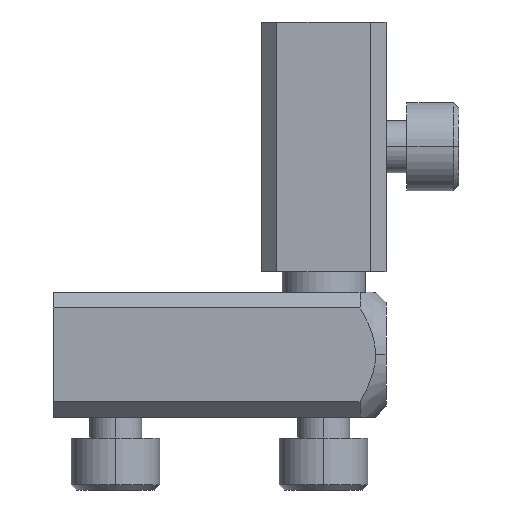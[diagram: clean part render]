
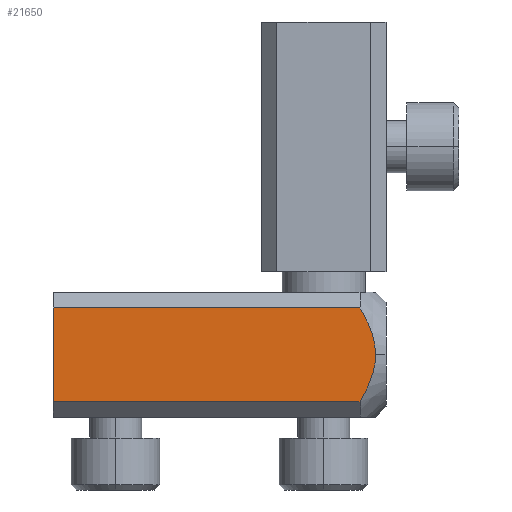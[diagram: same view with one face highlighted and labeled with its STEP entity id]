
A CAD part, front view. The second image highlights one B-rep face of the part: STEP entity #21650.
In plain terms, the highlighted face is planar.
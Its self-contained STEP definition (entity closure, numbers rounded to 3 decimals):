
#16890=CARTESIAN_POINT('',(26.485,6.,6.));
#16900=DIRECTION('',(-1.,0.,0.));
#16910=DIRECTION('',(0.,0.,1.));
#16920=AXIS2_PLACEMENT_3D('',#16890,#16900,#16910);
#16930=CONICAL_SURFACE('',#16920,10.515,0.785);
#19320=CARTESIAN_POINT('',(0.,1.5,12.));
#19330=VERTEX_POINT('',#19320);
#19360=CARTESIAN_POINT('',(16.,1.5,12.));
#19370=DIRECTION('',(1.,0.,0.));
#19380=VECTOR('',#19370,1.);
#19390=LINE('',#19360,#19380);
#19400=CARTESIAN_POINT('',(29.5,1.5,12.));
#19410=VERTEX_POINT('',#19400);
#19420=EDGE_CURVE('',#19330,#19410,#19390,.T.);
#19870=CARTESIAN_POINT('',(0.,10.5,12.));
#19880=VERTEX_POINT('',#19870);
#20260=CARTESIAN_POINT('',(29.5,10.5,12.));
#20270=VERTEX_POINT('',#20260);
#20300=CARTESIAN_POINT('',(16.,10.5,12.));
#20310=DIRECTION('',(-1.,0.,0.));
#20320=VECTOR('',#20310,1.);
#20330=LINE('',#20300,#20320);
#20340=EDGE_CURVE('',#20270,#19880,#20330,.T.);
#20390=CARTESIAN_POINT('',(0.,0.,12.));
#20400=DIRECTION('',(0.,0.,1.));
#20410=DIRECTION('',(1.,0.,0.));
#20420=AXIS2_PLACEMENT_3D('',#20390,#20400,#20410);
#20430=PLANE('',#20420);
#20440=CARTESIAN_POINT('',(29.5,1.5,12.));
#20450=CARTESIAN_POINT('',(29.551,1.585,12.));
#20460=CARTESIAN_POINT('',(29.602,1.671,12.));
#20470=CARTESIAN_POINT('',(29.652,1.758,12.));
#20480=CARTESIAN_POINT('',(29.702,1.844,12.));
#20490=CARTESIAN_POINT('',(29.751,1.932,12.));
#20500=CARTESIAN_POINT('',(29.8,2.019,12.));
#20510=CARTESIAN_POINT('',(29.848,2.107,12.));
#20520=CARTESIAN_POINT('',(29.896,2.195,12.));
#20530=CARTESIAN_POINT('',(29.943,2.284,12.));
#20540=CARTESIAN_POINT('',(29.989,2.373,12.));
#20550=CARTESIAN_POINT('',(30.035,2.462,12.));
#20560=CARTESIAN_POINT('',(30.08,2.552,12.));
#20570=CARTESIAN_POINT('',(30.125,2.642,12.));
#20580=CARTESIAN_POINT('',(30.169,2.733,12.));
#20590=CARTESIAN_POINT('',(30.211,2.824,12.));
#20600=CARTESIAN_POINT('',(30.254,2.915,12.));
#20610=CARTESIAN_POINT('',(30.295,3.006,12.));
#20620=CARTESIAN_POINT('',(30.335,3.098,12.));
#20630=CARTESIAN_POINT('',(30.415,3.282,12.));
#20640=CARTESIAN_POINT('',(30.49,3.468,12.));
#20650=CARTESIAN_POINT('',(30.559,3.656,12.));
#20660=CARTESIAN_POINT('',(30.627,3.844,12.));
#20670=CARTESIAN_POINT('',(30.689,4.034,12.));
#20680=CARTESIAN_POINT('',(30.743,4.226,12.));
#20690=CARTESIAN_POINT('',(30.77,4.322,12.));
#20700=CARTESIAN_POINT('',(30.796,4.418,12.));
#20710=CARTESIAN_POINT('',(30.819,4.515,12.));
#20720=CARTESIAN_POINT('',(30.842,4.612,12.));
#20730=CARTESIAN_POINT('',(30.863,4.709,
12.));
#20740=CARTESIAN_POINT('',(30.882,4.807,
12.));
#20750=CARTESIAN_POINT('',(30.902,4.904,
12.));
#20760=CARTESIAN_POINT('',(30.918,5.002,12.));
#20770=CARTESIAN_POINT('',(30.933,5.101,12.));
#20780=CARTESIAN_POINT('',(30.948,5.2,12.));
#20790=CARTESIAN_POINT('',(30.96,5.299,12.));
#20800=CARTESIAN_POINT('',(30.97,5.399,12.));
#20810=CARTESIAN_POINT('',(30.975,5.449,12.));
#20820=CARTESIAN_POINT('',(30.979,5.499,12.));
#20830=CARTESIAN_POINT('',(30.983,5.549,12.));
#20840=CARTESIAN_POINT('',(30.987,5.599,12.));
#20850=CARTESIAN_POINT('',(30.99,5.649,12.));
#20860=CARTESIAN_POINT('',(30.992,5.699,12.));
#20870=CARTESIAN_POINT('',(30.995,5.749,12.));
#20880=CARTESIAN_POINT('',(30.997,5.799,12.));
#20890=CARTESIAN_POINT('',(30.998,5.849,12.));
#20900=CARTESIAN_POINT('',(30.999,5.899,12.));
#20910=CARTESIAN_POINT('',(31.,5.95,12.));
#20920=CARTESIAN_POINT('',(31.,6.,12.));
#20930=B_SPLINE_CURVE_WITH_KNOTS('',3,(#20440,#20450,#20460,#20470,
#20480,#20490,#20500,#20510,#20520,#20530,#20540,#20550,#20560,#20570,
#20580,#20590,#20600,#20610,#20620,#20630,#20640,#20650,#20660,#20670,
#20680,#20690,#20700,#20710,#20720,#20730,#20740,#20750,#20760,#20770,
#20780,#20790,#20800,#20810,#20820,#20830,#20840,#20850,#20860,#20870,
#20880,#20890,#20900,#20910,#20920),.UNSPECIFIED.,.F.,.F.,(4,3,3,3,3,3,3
,3,3,3,3,3,3,3,3,3,4),(0.,0.299,0.599,
0.9,1.202,1.503,1.805,
2.406,3.005,3.304,3.602,
3.901,4.201,4.351,4.502,
4.652,4.803),.UNSPECIFIED.);
#20940=SURFACE_CURVE('',#20930,(#20430,#16930),.CURVE_3D.);
#20950=CARTESIAN_POINT('',(31.,6.,12.));
#20960=VERTEX_POINT('',#20950);
#20970=EDGE_CURVE('',#19410,#20960,#20940,.T.);
#20980=ORIENTED_EDGE('',*,*,#20970,.T.);
#20990=ORIENTED_EDGE('',*,*,#19420,.T.);
#21000=CARTESIAN_POINT('',(0.,12.,12.));
#21010=DIRECTION('',(0.,-1.,0.));
#21020=VECTOR('',#21010,1.);
#21030=LINE('',#21000,#21020);
#21040=EDGE_CURVE('',#19880,#19330,#21030,.T.);
#21050=ORIENTED_EDGE('',*,*,#21040,.T.);
#21060=ORIENTED_EDGE('',*,*,#20340,.T.);
#21070=CARTESIAN_POINT('',(31.,6.,12.));
#21080=CARTESIAN_POINT('',(31.,6.05,12.));
#21090=CARTESIAN_POINT('',(30.999,6.101,
12.));
#21100=CARTESIAN_POINT('',(30.998,6.151,
12.));
#21110=CARTESIAN_POINT('',(30.997,6.201,
12.));
#21120=CARTESIAN_POINT('',(30.995,6.252,
12.));
#21130=CARTESIAN_POINT('',(30.992,6.302,
12.));
#21140=CARTESIAN_POINT('',(30.99,6.352,
12.));
#21150=CARTESIAN_POINT('',(30.987,6.402,
12.));
#21160=CARTESIAN_POINT('',(30.983,6.453,
12.));
#21170=CARTESIAN_POINT('',(30.979,6.503,
12.));
#21180=CARTESIAN_POINT('',(30.975,6.553,
12.));
#21190=CARTESIAN_POINT('',(30.97,6.603,
12.));
#21200=CARTESIAN_POINT('',(30.96,6.703,
12.));
#21210=CARTESIAN_POINT('',(30.947,6.803,
12.));
#21220=CARTESIAN_POINT('',(30.933,6.902,
12.));
#21230=CARTESIAN_POINT('',(30.918,7.001,
12.));
#21240=CARTESIAN_POINT('',(30.901,7.1,
12.));
#21250=CARTESIAN_POINT('',(30.882,7.198,
12.));
#21260=CARTESIAN_POINT('',(30.872,7.247,
12.));
#21270=CARTESIAN_POINT('',(30.862,7.296,12.));
#21280=CARTESIAN_POINT('',(30.851,7.345,12.));
#21290=CARTESIAN_POINT('',(30.841,7.393,12.));
#21300=CARTESIAN_POINT('',(30.829,7.442,
12.));
#21310=CARTESIAN_POINT('',(30.818,7.49,
12.));
#21320=CARTESIAN_POINT('',(30.794,7.587,
12.));
#21330=CARTESIAN_POINT('',(30.769,7.684,12.));
#21340=CARTESIAN_POINT('',(30.742,7.78,12.));
#21350=CARTESIAN_POINT('',(30.687,7.972,12.));
#21360=CARTESIAN_POINT('',(30.625,8.162,12.));
#21370=CARTESIAN_POINT('',(30.556,8.35,12.));
#21380=CARTESIAN_POINT('',(30.488,8.538,12.));
#21390=CARTESIAN_POINT('',(30.413,8.723,12.));
#21400=CARTESIAN_POINT('',(30.333,8.907,12.));
#21410=CARTESIAN_POINT('',(30.293,8.999,12.));
#21420=CARTESIAN_POINT('',(30.251,9.09,12.));
#21430=CARTESIAN_POINT('',(30.209,9.181,12.));
#21440=CARTESIAN_POINT('',(30.166,9.272,12.));
#21450=CARTESIAN_POINT('',(30.123,9.362,12.));
#21460=CARTESIAN_POINT('',(30.078,9.452,12.));
#21470=CARTESIAN_POINT('',(30.033,9.541,12.));
#21480=CARTESIAN_POINT('',(29.988,9.63,12.));
#21490=CARTESIAN_POINT('',(29.941,9.719,12.));
#21500=CARTESIAN_POINT('',(29.894,9.807,12.));
#21510=CARTESIAN_POINT('',(29.847,9.895,
12.));
#21520=CARTESIAN_POINT('',(29.799,9.982,
12.));
#21530=CARTESIAN_POINT('',(29.751,10.069,
12.));
#21540=CARTESIAN_POINT('',(29.702,10.156,12.));
#21550=CARTESIAN_POINT('',(29.652,10.242,12.));
#21560=CARTESIAN_POINT('',(29.602,10.329,12.));
#21570=CARTESIAN_POINT('',(29.551,10.415,12.));
#21580=CARTESIAN_POINT('',(29.5,10.5,12.));
#21590=B_SPLINE_CURVE_WITH_KNOTS('',3,(#21070,#21080,#21090,#21100,
#21110,#21120,#21130,#21140,#21150,#21160,#21170,#21180,#21190,#21200,
#21210,#21220,#21230,#21240,#21250,#21260,#21270,#21280,#21290,#21300,
#21310,#21320,#21330,#21340,#21350,#21360,#21370,#21380,#21390,#21400,
#21410,#21420,#21430,#21440,#21450,#21460,#21470,#21480,#21490,#21500,
#21510,#21520,#21530,#21540,#21550,#21560,#21570,#21580),.UNSPECIFIED.,
.F.,.F.,(4,3,3,3,3,3,3,3,3,3,3,3,3,3,3,3,3,4),(0.,0.151,
0.302,0.453,0.604,0.905,
1.206,1.355,1.505,1.804,
2.404,3.004,3.305,3.606,
3.906,4.205,4.504,4.803),
.UNSPECIFIED.);
#21600=SURFACE_CURVE('',#21590,(#20430,#16930),.CURVE_3D.);
#21610=EDGE_CURVE('',#20960,#20270,#21600,.T.);
#21620=ORIENTED_EDGE('',*,*,#21610,.T.);
#21630=EDGE_LOOP('',(#21620,#21060,#21050,#20990,#20980));
#21640=FACE_OUTER_BOUND('',#21630,.T.);
#21650=ADVANCED_FACE('',(#21640),#20430,.T.);
